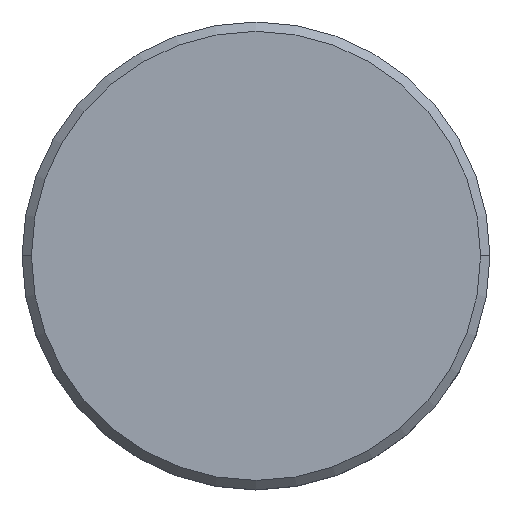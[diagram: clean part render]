
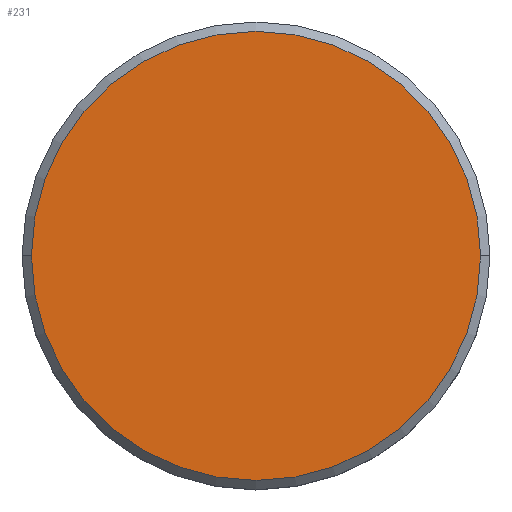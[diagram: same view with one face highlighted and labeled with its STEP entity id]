
A CAD part, top view. The second image highlights one B-rep face of the part: STEP entity #231.
In plain terms, the highlighted planar face has unit normal (0, 0, 1).
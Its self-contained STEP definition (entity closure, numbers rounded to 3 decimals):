
#25 = EDGE_LOOP ( 'NONE', ( #1149, #604 ) ) ;
#40 = DIRECTION ( 'NONE',  ( 1., 0., 0. ) ) ;
#70 = EDGE_CURVE ( 'NONE', #189, #1025, #300, .T. ) ;
#98 = DIRECTION ( 'NONE',  ( 1., 0., 0. ) ) ;
#126 = EDGE_CURVE ( 'NONE', #1025, #189, #355, .T. ) ;
#139 = CARTESIAN_POINT ( 'NONE',  ( -12., 0., 0. ) ) ;
#189 = VERTEX_POINT ( 'NONE', #489 ) ;
#192 = FACE_OUTER_BOUND ( 'NONE', #25, .T. ) ;
#231 = ADVANCED_FACE ( 'NONE', ( #192 ), #374, .T. ) ;
#239 = DIRECTION ( 'NONE',  ( 1., 0., 0. ) ) ;
#300 = CIRCLE ( 'NONE', #442, 12. ) ;
#355 = CIRCLE ( 'NONE', #723, 12. ) ;
#374 = PLANE ( 'NONE',  #1033 ) ;
#432 = CARTESIAN_POINT ( 'NONE',  ( 0., 0., 0. ) ) ;
#442 = AXIS2_PLACEMENT_3D ( 'NONE', #432, #726, #98 ) ;
#489 = CARTESIAN_POINT ( 'NONE',  ( 12., 0., 0. ) ) ;
#604 = ORIENTED_EDGE ( 'NONE', *, *, #70, .T. ) ;
#723 = AXIS2_PLACEMENT_3D ( 'NONE', #868, #760, #239 ) ;
#726 = DIRECTION ( 'NONE',  ( 0., 0., 1. ) ) ;
#760 = DIRECTION ( 'NONE',  ( 0., 0., 1. ) ) ;
#817 = DIRECTION ( 'NONE',  ( 0., 0., 1. ) ) ;
#830 = CARTESIAN_POINT ( 'NONE',  ( 0., 0., 0. ) ) ;
#868 = CARTESIAN_POINT ( 'NONE',  ( 0., 0., 0. ) ) ;
#1025 = VERTEX_POINT ( 'NONE', #139 ) ;
#1033 = AXIS2_PLACEMENT_3D ( 'NONE', #830, #817, #40 ) ;
#1149 = ORIENTED_EDGE ( 'NONE', *, *, #126, .T. ) ;
